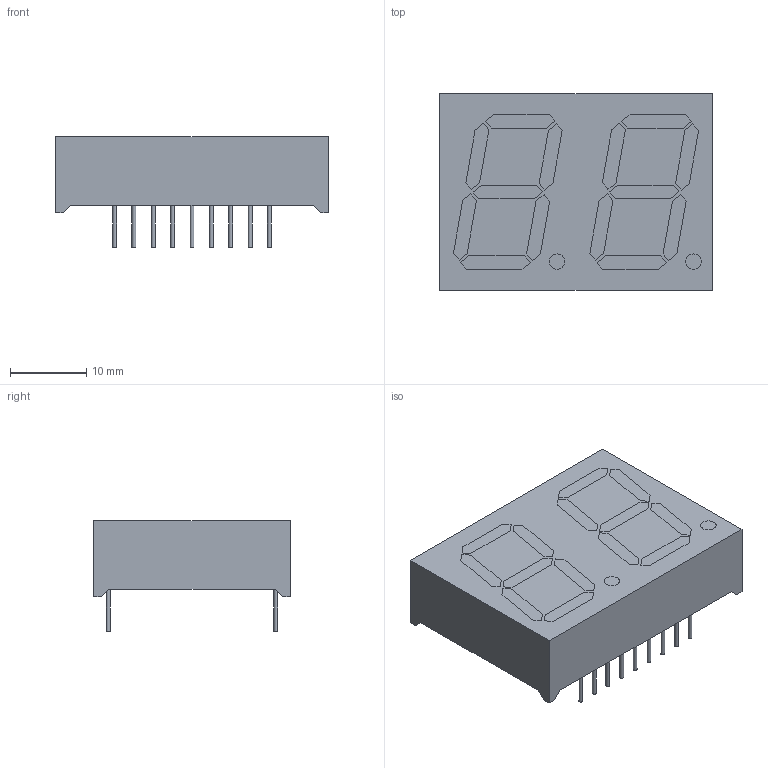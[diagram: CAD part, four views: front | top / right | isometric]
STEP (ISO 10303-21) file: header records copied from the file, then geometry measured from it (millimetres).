
FILE_DESCRIPTION(('FreeCAD Model'),'2;1');
FILE_NAME( 'LDD-A814RI.step', '2018-05-08T17:46:47',('kicad StepUp'),('ksu MCAD'), 'Open CASCADE STEP processor 6.5','FreeCAD','Unknown');
FILE_SCHEMA(('AUTOMOTIVE_DESIGN_CC2 { 1 2 10303 214 -1 1 5 4 }'));
Length unit declared in the file: millimetre
Products named in the file (4): ASSEMBLY; Array; Pocket003; Array003
Assembly tree (3 placements, depth 2):
  ASSEMBLY
    Array
    Pocket003
    Array003
Bounding box: 35.8 x 25.8 x 14.5 mm (x, y, z)
Volume: 7491.3 mm3; surface area: 6545.7 mm2
Topology: 35 solids, 35 shells, 300 faces, 642 edges, 428 vertices
Faces by surface type: plane 278, cylinder 22
Full cylindrical faces by diameter (mm): 0.51 x18, 2.032 x4
Entity records: 9175 total; most frequent: CARTESIAN_POINT 1374, DIRECTION 1294, ORIENTED_EDGE 1284, EDGE_CURVE 642, LINE 598, VECTOR 598, VERTEX_POINT 428, AXIS2_PLACEMENT_3D 348
